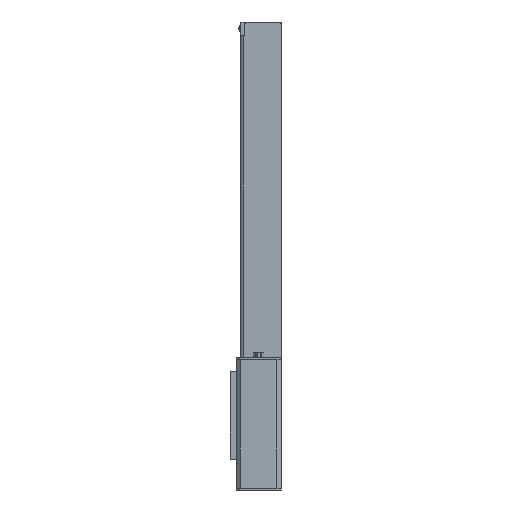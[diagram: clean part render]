
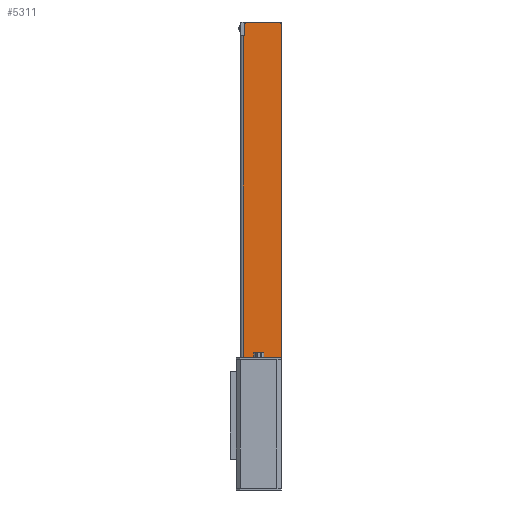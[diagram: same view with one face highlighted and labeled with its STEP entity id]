
A CAD part, left-side view. The second image highlights one B-rep face of the part: STEP entity #5311.
In plain terms, the highlighted planar face has unit normal (-1, 0, 0).
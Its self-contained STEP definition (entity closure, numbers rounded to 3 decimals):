
#244 = CARTESIAN_POINT ( 'NONE',  ( -51.27, 13., 402. ) ) ;
#419 = DIRECTION ( 'NONE',  ( 0., 0., -1. ) ) ;
#491 = CARTESIAN_POINT ( 'NONE',  ( -51.27, 14.125, 402. ) ) ;
#508 = CIRCLE ( 'NONE', #11358, 2. ) ;
#638 = ORIENTED_EDGE ( 'NONE', *, *, #7575, .T. ) ;
#682 = EDGE_CURVE ( 'NONE', #15380, #12759, #15982, .T. ) ;
#832 = DIRECTION ( 'NONE',  ( 0., 1., 0. ) ) ;
#994 = VERTEX_POINT ( 'NONE', #14871 ) ;
#2034 = CARTESIAN_POINT ( 'NONE',  ( -51.27, 14.125, 10. ) ) ;
#2080 = DIRECTION ( 'NONE',  ( 0., 0., -1. ) ) ;
#2517 = DIRECTION ( 'NONE',  ( 0., 0., -1. ) ) ;
#2655 = ORIENTED_EDGE ( 'NONE', *, *, #18997, .T. ) ;
#2673 = PLANE ( 'NONE',  #17337 ) ;
#2787 = FACE_OUTER_BOUND ( 'NONE', #9998, .T. ) ;
#3407 = EDGE_CURVE ( 'NONE', #21833, #994, #508, .T. ) ;
#3744 = AXIS2_PLACEMENT_3D ( 'NONE', #16923, #22501, #419 ) ;
#4127 = EDGE_CURVE ( 'NONE', #8947, #994, #4934, .T. ) ;
#4241 = CARTESIAN_POINT ( 'NONE',  ( -51.27, 14.125, 402. ) ) ;
#4348 = ORIENTED_EDGE ( 'NONE', *, *, #22734, .T. ) ;
#4358 = VECTOR ( 'NONE', #14067, 1000. ) ;
#4416 = EDGE_CURVE ( 'NONE', #8947, #12759, #11096, .T. ) ;
#4934 = LINE ( 'NONE', #14042, #18448 ) ;
#5022 = CARTESIAN_POINT ( 'NONE',  ( -51.27, 13., 412.2 ) ) ;
#5311 = ADVANCED_FACE ( 'NONE', ( #2787 ), #2673, .F. ) ;
#5325 = DIRECTION ( 'NONE',  ( 0., 0., -1. ) ) ;
#6191 = LINE ( 'NONE', #11770, #4358 ) ;
#6312 = DIRECTION ( 'NONE',  ( 1., 0., 0. ) ) ;
#6455 = VERTEX_POINT ( 'NONE', #244 ) ;
#6830 = VECTOR ( 'NONE', #5325, 1000. ) ;
#6893 = VERTEX_POINT ( 'NONE', #2034 ) ;
#7178 = VECTOR ( 'NONE', #9007, 1000. ) ;
#7256 = CARTESIAN_POINT ( 'NONE',  ( -51.27, 13., 458.673 ) ) ;
#7575 = EDGE_CURVE ( 'NONE', #6893, #21833, #23775, .T. ) ;
#7790 = CARTESIAN_POINT ( 'NONE',  ( -51.27, 11., 412.2 ) ) ;
#8208 = ORIENTED_EDGE ( 'NONE', *, *, #4127, .F. ) ;
#8947 = VERTEX_POINT ( 'NONE', #11186 ) ;
#8966 = LINE ( 'NONE', #7256, #6830 ) ;
#9007 = DIRECTION ( 'NONE',  ( 0., -1., 0. ) ) ;
#9968 = DIRECTION ( 'NONE',  ( 0., 0., -1. ) ) ;
#9998 = EDGE_LOOP ( 'NONE', ( #638, #11537, #8208, #23337, #22603, #2655, #4348, #22756, #19738 ) ) ;
#10294 = DIRECTION ( 'NONE',  ( 0., -1., 0. ) ) ;
#10412 = CARTESIAN_POINT ( 'NONE',  ( -51.27, 14.125, 414.2 ) ) ;
#10678 = EDGE_CURVE ( 'NONE', #6455, #14131, #20861, .T. ) ;
#10711 = EDGE_CURVE ( 'NONE', #14131, #6893, #6191, .T. ) ;
#11096 = CIRCLE ( 'NONE', #3744, 2. ) ;
#11186 = CARTESIAN_POINT ( 'NONE',  ( -51.27, -21., 412.2 ) ) ;
#11315 = DIRECTION ( 'NONE',  ( -1., 0., 0. ) ) ;
#11358 = AXIS2_PLACEMENT_3D ( 'NONE', #21220, #12002, #11890 ) ;
#11537 = ORIENTED_EDGE ( 'NONE', *, *, #3407, .T. ) ;
#11727 = VECTOR ( 'NONE', #832, 1000. ) ;
#11770 = CARTESIAN_POINT ( 'NONE',  ( -51.27, 14.125, 458.673 ) ) ;
#11890 = DIRECTION ( 'NONE',  ( 0., 0., -1. ) ) ;
#12002 = DIRECTION ( 'NONE',  ( -1., 0., 0. ) ) ;
#12670 = CARTESIAN_POINT ( 'NONE',  ( -51.27, -19., 10. ) ) ;
#12759 = VERTEX_POINT ( 'NONE', #23739 ) ;
#12771 = CARTESIAN_POINT ( 'NONE',  ( -51.27, 14.125, 10. ) ) ;
#13341 = AXIS2_PLACEMENT_3D ( 'NONE', #7790, #11315, #2080 ) ;
#14042 = CARTESIAN_POINT ( 'NONE',  ( -51.27, -21., 458.673 ) ) ;
#14067 = DIRECTION ( 'NONE',  ( 0., 0., -1. ) ) ;
#14131 = VERTEX_POINT ( 'NONE', #491 ) ;
#14871 = CARTESIAN_POINT ( 'NONE',  ( -51.27, -21., 12. ) ) ;
#15380 = VERTEX_POINT ( 'NONE', #18571 ) ;
#15982 = LINE ( 'NONE', #10412, #22088 ) ;
#16923 = CARTESIAN_POINT ( 'NONE',  ( -51.27, -19., 412.2 ) ) ;
#17185 = CIRCLE ( 'NONE', #13341, 2. ) ;
#17337 = AXIS2_PLACEMENT_3D ( 'NONE', #22927, #6312, #9968 ) ;
#18448 = VECTOR ( 'NONE', #2517, 1000. ) ;
#18571 = CARTESIAN_POINT ( 'NONE',  ( -51.27, 11., 414.2 ) ) ;
#18997 = EDGE_CURVE ( 'NONE', #15380, #23076, #17185, .T. ) ;
#19738 = ORIENTED_EDGE ( 'NONE', *, *, #10711, .T. ) ;
#20861 = LINE ( 'NONE', #4241, #11727 ) ;
#21220 = CARTESIAN_POINT ( 'NONE',  ( -51.27, -19., 12. ) ) ;
#21833 = VERTEX_POINT ( 'NONE', #12670 ) ;
#22088 = VECTOR ( 'NONE', #10294, 1000. ) ;
#22501 = DIRECTION ( 'NONE',  ( -1., 0., 0. ) ) ;
#22603 = ORIENTED_EDGE ( 'NONE', *, *, #682, .F. ) ;
#22734 = EDGE_CURVE ( 'NONE', #23076, #6455, #8966, .T. ) ;
#22756 = ORIENTED_EDGE ( 'NONE', *, *, #10678, .T. ) ;
#22927 = CARTESIAN_POINT ( 'NONE',  ( -51.27, 14.125, 458.673 ) ) ;
#23076 = VERTEX_POINT ( 'NONE', #5022 ) ;
#23337 = ORIENTED_EDGE ( 'NONE', *, *, #4416, .T. ) ;
#23739 = CARTESIAN_POINT ( 'NONE',  ( -51.27, -19., 414.2 ) ) ;
#23775 = LINE ( 'NONE', #12771, #7178 ) ;
